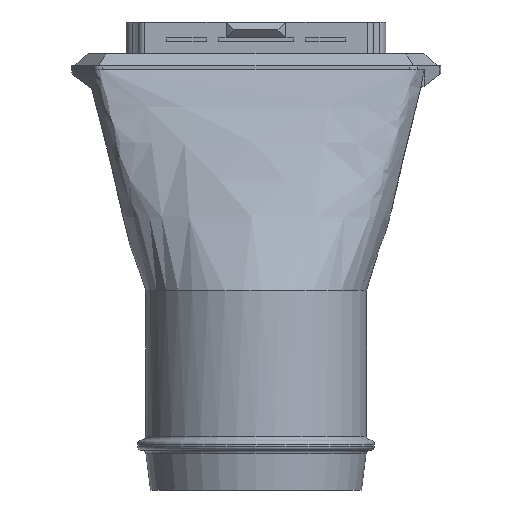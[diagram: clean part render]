
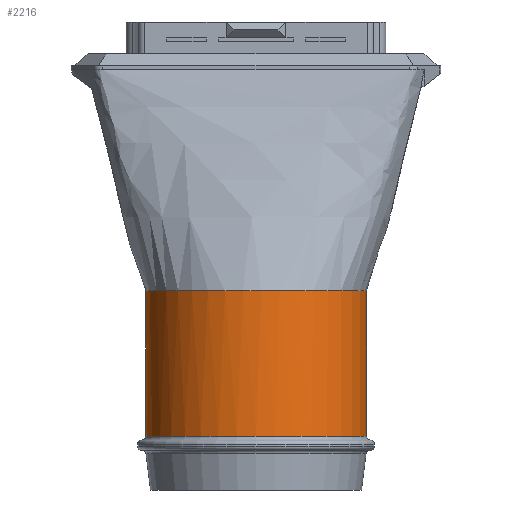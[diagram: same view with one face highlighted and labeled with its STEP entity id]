
A CAD part, front view. The second image highlights one B-rep face of the part: STEP entity #2216.
In plain terms, the highlighted cylindrical face has radius 11.1 mm (diameter 22.2 mm), a full revolution.
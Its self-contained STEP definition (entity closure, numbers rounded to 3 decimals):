
#215=FACE_OUTER_BOUND('',#343,.T.);
#343=EDGE_LOOP('',(#1695,#1696,#1697,#1698,#1699,#1700,#1701));
#511=LINE('',#5278,#714);
#714=VECTOR('',#2749,11.1);
#877=CIRCLE('',#2375,11.1);
#878=CIRCLE('',#2376,11.1);
#879=CIRCLE('',#2377,11.1);
#882=CIRCLE('',#2391,11.1);
#883=CIRCLE('',#2392,11.1);
#1020=VERTEX_POINT('',#5165);
#1021=VERTEX_POINT('',#5167);
#1022=VERTEX_POINT('',#5169);
#1030=VERTEX_POINT('',#5274);
#1031=VERTEX_POINT('',#5275);
#1267=EDGE_CURVE('',#1020,#1021,#877,.T.);
#1268=EDGE_CURVE('',#1021,#1022,#878,.T.);
#1269=EDGE_CURVE('',#1022,#1020,#879,.T.);
#1285=EDGE_CURVE('',#1030,#1031,#882,.T.);
#1286=EDGE_CURVE('',#1031,#1030,#883,.T.);
#1287=EDGE_CURVE('',#1031,#1020,#511,.T.);
#1695=ORIENTED_EDGE('',*,*,#1285,.F.);
#1696=ORIENTED_EDGE('',*,*,#1286,.F.);
#1697=ORIENTED_EDGE('',*,*,#1287,.T.);
#1698=ORIENTED_EDGE('',*,*,#1269,.F.);
#1699=ORIENTED_EDGE('',*,*,#1268,.F.);
#1700=ORIENTED_EDGE('',*,*,#1267,.F.);
#1701=ORIENTED_EDGE('',*,*,#1287,.F.);
#2147=CYLINDRICAL_SURFACE('',#2390,11.1);
#2216=ADVANCED_FACE('',(#215),#2147,.T.);
#2375=AXIS2_PLACEMENT_3D('',#5168,#2705,#2706);
#2376=AXIS2_PLACEMENT_3D('',#5170,#2707,#2708);
#2377=AXIS2_PLACEMENT_3D('',#5171,#2709,#2710);
#2390=AXIS2_PLACEMENT_3D('',#5273,#2743,#2744);
#2391=AXIS2_PLACEMENT_3D('',#5276,#2745,#2746);
#2392=AXIS2_PLACEMENT_3D('',#5277,#2747,#2748);
#2705=DIRECTION('center_axis',(0.,0.,
1.));
#2706=DIRECTION('ref_axis',(-1.,0.,0.));
#2707=DIRECTION('center_axis',(0.,0.,
1.));
#2708=DIRECTION('ref_axis',(-1.,0.,0.));
#2709=DIRECTION('center_axis',(0.,0.,
1.));
#2710=DIRECTION('ref_axis',(-1.,0.,0.));
#2743=DIRECTION('center_axis',(0.,0.,-1.));
#2744=DIRECTION('ref_axis',(-1.,0.,0.));
#2745=DIRECTION('center_axis',(0.,0.,
-1.));
#2746=DIRECTION('ref_axis',(1.,0.,0.));
#2747=DIRECTION('center_axis',(0.,0.,
-1.));
#2748=DIRECTION('ref_axis',(1.,0.,0.));
#2749=DIRECTION('',(0.,0.,1.));
#5165=CARTESIAN_POINT('',(55.611,-174.828,20.));
#5167=CARTESIAN_POINT('',(35.499,-181.308,20.));
#5168=CARTESIAN_POINT('Origin',(44.511,-174.828,20.));
#5169=CARTESIAN_POINT('',(53.032,-181.942,20.));
#5170=CARTESIAN_POINT('Origin',(44.511,-174.828,20.));
#5171=CARTESIAN_POINT('Origin',(44.511,-174.828,20.));
#5273=CARTESIAN_POINT('Origin',(44.511,-174.828,20.));
#5274=CARTESIAN_POINT('',(44.511,-163.728,5.4));
#5275=CARTESIAN_POINT('',(55.611,-174.828,5.4));
#5276=CARTESIAN_POINT('Origin',(44.511,-174.828,5.4));
#5277=CARTESIAN_POINT('Origin',(44.511,-174.828,5.4));
#5278=CARTESIAN_POINT('',(55.611,-174.828,20.));
